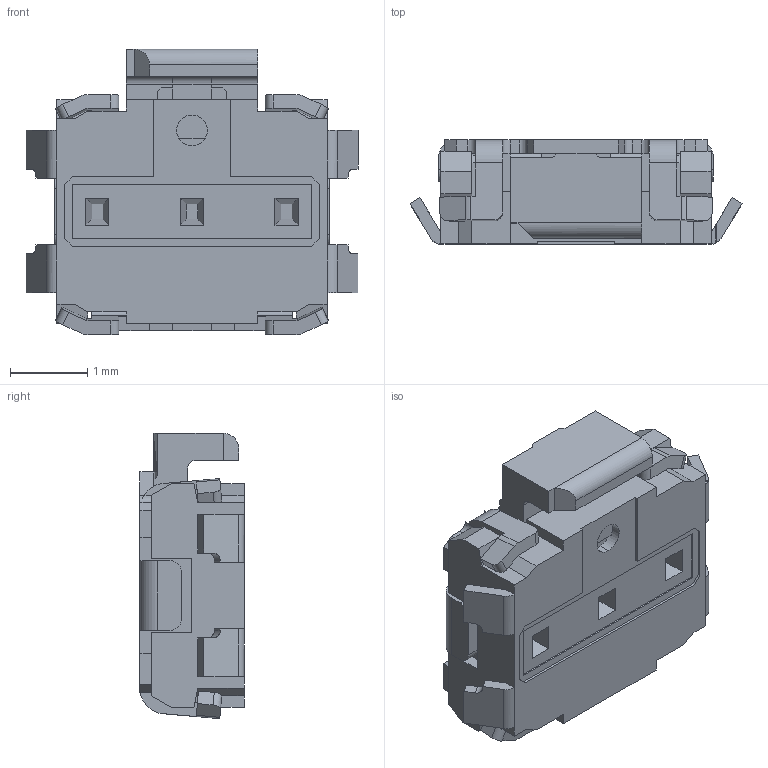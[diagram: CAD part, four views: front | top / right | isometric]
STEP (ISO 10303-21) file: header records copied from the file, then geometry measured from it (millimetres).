
FILE_DESCRIPTION (( 'STEP AP203' ), '1' );
FILE_NAME ('EVQP7K01P.STEP', '2013-07-16T00:19:20', ( '全社標準ＰＣ' ), ( 'パナソニック株式会社' ), 'SwSTEP 2.0', 'SolidWorks 2012', '' );
FILE_SCHEMA (( 'CONFIG_CONTROL_DESIGN' ));
Length unit declared in the file: millimetre
Products named in the file (1): EVQP7K01P
Bounding box: 4.3 x 1.35 x 3.69 mm (x, y, z)
Volume: 13 mm3; surface area: 64.1 mm2
Topology: 1 solids, 1 shells, 346 faces, 1001 edges, 653 vertices
Faces by surface type: plane 278, cylinder 68
Entity records: 11340 total; most frequent: CARTESIAN_POINT 2090, ORIENTED_EDGE 2002, DIRECTION 1794, EDGE_CURVE 1001, LINE 848, VECTOR 848, VERTEX_POINT 653, AXIS2_PLACEMENT_3D 473
